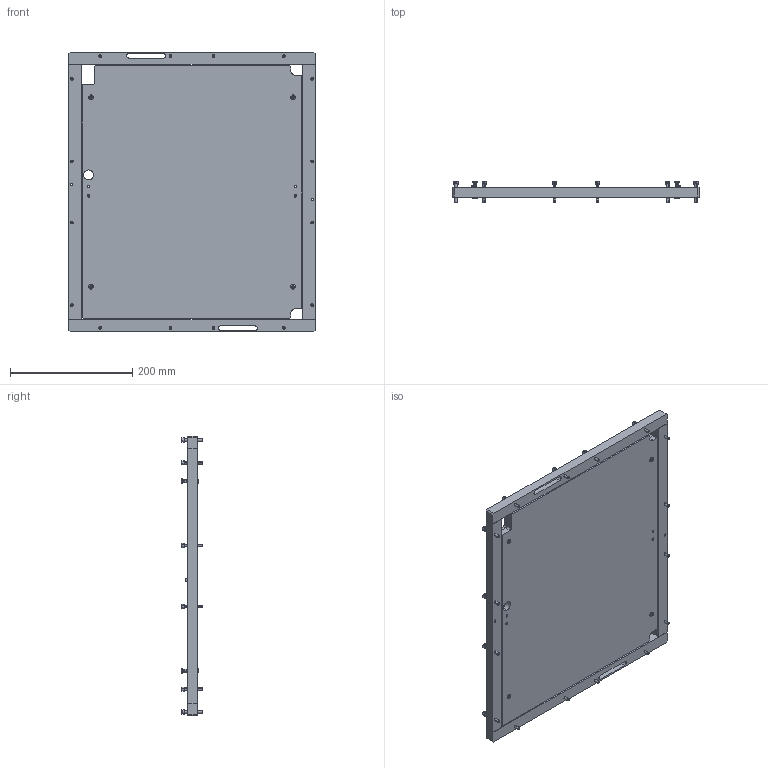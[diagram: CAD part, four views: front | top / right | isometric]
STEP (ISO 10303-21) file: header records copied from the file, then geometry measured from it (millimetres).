
FILE_DESCRIPTION (( 'STEP AP214' ), '1' );
FILE_NAME ('INGUN_116692.STEP', '2025-04-15T08:10:34', ( '' ), ( '' ), 'SwSTEP 2.0', 'SolidWorks 2023', '' );
FILE_SCHEMA (( 'AUTOMOTIVE_DESIGN' ));
Length unit declared in the file: millimetre
Products named in the file (10): 116697~0; 116698~0_S; INGUN_116692; DIN6325~n_04,0m6x020; 116699~0; 116694~0_S; 116693~0_S; DIN912~n_M04,0x030 VA; ISO7380~n_M04,0x025; Gewindebuchse~n_M04-09,5 offen
Assembly tree (33 placements, depth 3):
  INGUN_116692
    116697~0
    116698~0_S
      116699~0
    116693~0_S  x2
    116694~0_S  x2
    DIN912~n_M04,0x030 VA  x16
    DIN6325~n_04,0m6x020  x2
    ISO7380~n_M04,0x025  x4
    Gewindebuchse~n_M04-09,5 offen  x4
Bounding box: 402.6 x 34.4 x 457.2 mm (x, y, z)
Volume: 2852944.3 mm3; surface area: 750263.7 mm2
Topology: 32 solids, 32 shells, 1298 faces, 3120 edges, 2048 vertices
Faces by surface type: plane 660, cylinder 530, cone 76, torus 24, sphere 8
Entity records: 10243 total; most frequent: DIRECTION 1827, CARTESIAN_POINT 1678, ORIENTED_EDGE 1590, EDGE_CURVE 795, AXIS2_PLACEMENT_3D 675, VERTEX_POINT 526, LINE 477, VECTOR 477
